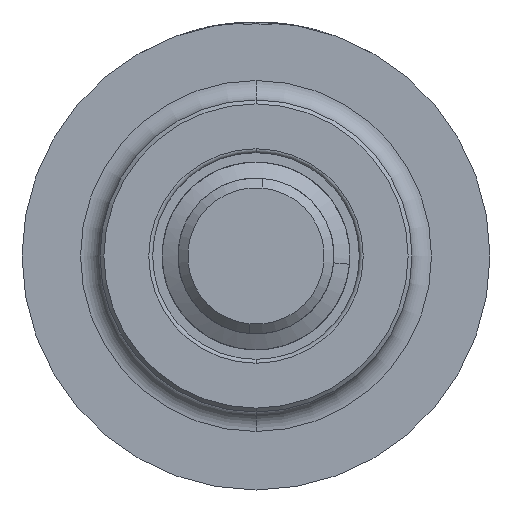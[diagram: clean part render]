
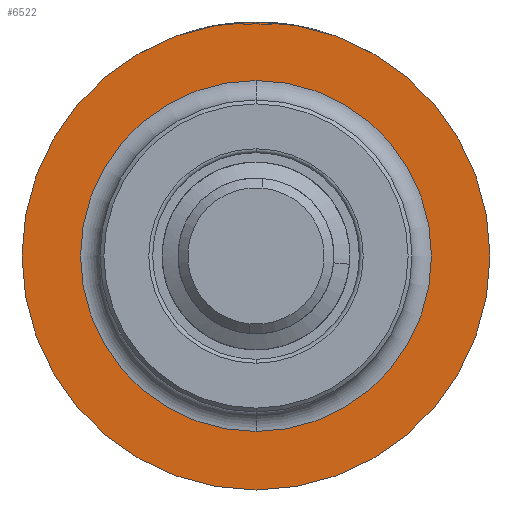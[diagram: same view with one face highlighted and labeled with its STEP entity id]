
A CAD part, front view. The second image highlights one B-rep face of the part: STEP entity #6522.
In plain terms, the highlighted planar face has unit normal (0, -1, 0).
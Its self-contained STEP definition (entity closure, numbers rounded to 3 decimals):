
#81 = DIRECTION ( 'NONE',  ( 0., 0., -1. ) ) ;
#134 = ORIENTED_EDGE ( 'NONE', *, *, #4676, .F. ) ;
#197 = EDGE_LOOP ( 'NONE', ( #6741, #134 ) ) ;
#469 = CARTESIAN_POINT ( 'NONE',  ( 0., 9.42, -9. ) ) ;
#744 = AXIS2_PLACEMENT_3D ( 'NONE', #5150, #1460, #2084 ) ;
#1127 = VERTEX_POINT ( 'NONE', #469 ) ;
#1460 = DIRECTION ( 'NONE',  ( 0., -1., 0. ) ) ;
#1690 = DIRECTION ( 'NONE',  ( 0., -1., 0. ) ) ;
#1775 = AXIS2_PLACEMENT_3D ( 'NONE', #6875, #3170, #3789 ) ;
#1802 = EDGE_LOOP ( 'NONE', ( #6244, #4240 ) ) ;
#1859 = DIRECTION ( 'NONE',  ( 0., -1., 0. ) ) ;
#1932 = PLANE ( 'NONE',  #1775 ) ;
#2084 = DIRECTION ( 'NONE',  ( 0., 0., -1. ) ) ;
#2302 = DIRECTION ( 'NONE',  ( 0., 0., -1. ) ) ;
#2569 = VERTEX_POINT ( 'NONE', #7429 ) ;
#3108 = DIRECTION ( 'NONE',  ( 0., -1., 0. ) ) ;
#3170 = DIRECTION ( 'NONE',  ( 0., -1., 0. ) ) ;
#3270 = CIRCLE ( 'NONE', #6440, 12. ) ;
#3359 = AXIS2_PLACEMENT_3D ( 'NONE', #5615, #1859, #6183 ) ;
#3789 = DIRECTION ( 'NONE',  ( 0., 0., -1. ) ) ;
#3923 = EDGE_CURVE ( 'NONE', #1127, #2569, #5646, .T. ) ;
#4114 = EDGE_CURVE ( 'NONE', #5085, #6270, #5049, .T. ) ;
#4240 = ORIENTED_EDGE ( 'NONE', *, *, #4114, .T. ) ;
#4335 = CARTESIAN_POINT ( 'NONE',  ( 0., 9.42, -12. ) ) ;
#4676 = EDGE_CURVE ( 'NONE', #2569, #1127, #6405, .T. ) ;
#4997 = CARTESIAN_POINT ( 'NONE',  ( 0., 9.42, 0. ) ) ;
#5049 = CIRCLE ( 'NONE', #6992, 12. ) ;
#5085 = VERTEX_POINT ( 'NONE', #6733 ) ;
#5150 = CARTESIAN_POINT ( 'NONE',  ( 0., 9.42, 0. ) ) ;
#5299 = FACE_BOUND ( 'NONE', #197, .T. ) ;
#5380 = CARTESIAN_POINT ( 'NONE',  ( 0., 9.42, 0. ) ) ;
#5615 = CARTESIAN_POINT ( 'NONE',  ( 0., 9.42, 0. ) ) ;
#5646 = CIRCLE ( 'NONE', #3359, 9. ) ;
#5697 = FACE_OUTER_BOUND ( 'NONE', #1802, .T. ) ;
#6183 = DIRECTION ( 'NONE',  ( 0., 0., -1. ) ) ;
#6244 = ORIENTED_EDGE ( 'NONE', *, *, #7138, .T. ) ;
#6270 = VERTEX_POINT ( 'NONE', #4335 ) ;
#6405 = CIRCLE ( 'NONE', #744, 9. ) ;
#6440 = AXIS2_PLACEMENT_3D ( 'NONE', #4997, #3108, #81 ) ;
#6522 = ADVANCED_FACE ( 'NONE', ( #5697, #5299 ), #1932, .T. ) ;
#6733 = CARTESIAN_POINT ( 'NONE',  ( 0., 9.42, 12. ) ) ;
#6741 = ORIENTED_EDGE ( 'NONE', *, *, #3923, .F. ) ;
#6875 = CARTESIAN_POINT ( 'NONE',  ( 9., 9.42, 0. ) ) ;
#6992 = AXIS2_PLACEMENT_3D ( 'NONE', #5380, #1690, #2302 ) ;
#7138 = EDGE_CURVE ( 'NONE', #6270, #5085, #3270, .T. ) ;
#7429 = CARTESIAN_POINT ( 'NONE',  ( 0., 9.42, 9. ) ) ;
